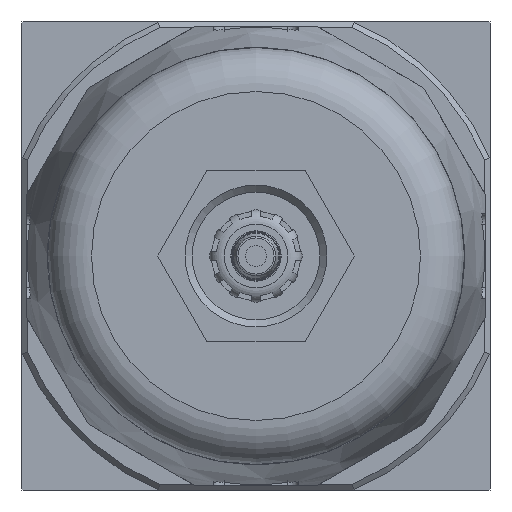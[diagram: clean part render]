
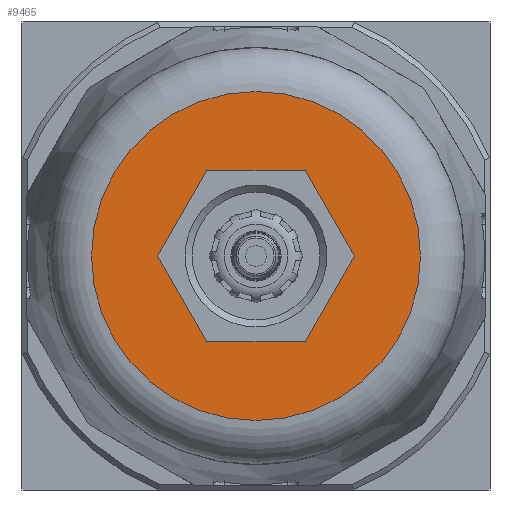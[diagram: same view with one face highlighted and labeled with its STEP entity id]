
A CAD part, front view. The second image highlights one B-rep face of the part: STEP entity #9465.
In plain terms, the highlighted planar face has unit normal (0, -1, 0).
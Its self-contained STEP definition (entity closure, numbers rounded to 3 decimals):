
#779=CIRCLE('',#10165,23.2);
#2071=ORIENTED_EDGE('',*,*,#3603,.T.);
#2072=ORIENTED_EDGE('',*,*,#3604,.T.);
#2073=ORIENTED_EDGE('',*,*,#3605,.T.);
#2074=ORIENTED_EDGE('',*,*,#3606,.T.);
#2075=ORIENTED_EDGE('',*,*,#3607,.T.);
#2076=ORIENTED_EDGE('',*,*,#3608,.T.);
#2077=ORIENTED_EDGE('',*,*,#3609,.T.);
#3603=EDGE_CURVE('',#4475,#4475,#779,.T.);
#3604=EDGE_CURVE('',#4476,#4477,#4969,.T.);
#3605=EDGE_CURVE('',#4477,#4478,#4970,.T.);
#3606=EDGE_CURVE('',#4478,#4479,#4971,.T.);
#3607=EDGE_CURVE('',#4479,#4480,#4972,.T.);
#3608=EDGE_CURVE('',#4480,#4481,#4973,.T.);
#3609=EDGE_CURVE('',#4481,#4476,#4974,.T.);
#4475=VERTEX_POINT('',#14429);
#4476=VERTEX_POINT('',#14431);
#4477=VERTEX_POINT('',#14432);
#4478=VERTEX_POINT('',#14434);
#4479=VERTEX_POINT('',#14436);
#4480=VERTEX_POINT('',#14438);
#4481=VERTEX_POINT('',#14440);
#4969=LINE('',#14430,#5357);
#4970=LINE('',#14433,#5358);
#4971=LINE('',#14435,#5359);
#4972=LINE('',#14437,#5360);
#4973=LINE('',#14439,#5361);
#4974=LINE('',#14441,#5362);
#5357=VECTOR('',#11662,1000.);
#5358=VECTOR('',#11663,1000.);
#5359=VECTOR('',#11664,1000.);
#5360=VECTOR('',#11665,1000.);
#5361=VECTOR('',#11666,1000.);
#5362=VECTOR('',#11667,1000.);
#5858=EDGE_LOOP('',(#2071));
#5859=EDGE_LOOP('',(#2072,#2073,#2074,#2075,#2076,#2077));
#6414=FACE_BOUND('',#5858,.T.);
#6415=FACE_BOUND('',#5859,.T.);
#6789=PLANE('',#10164);
#9465=ADVANCED_FACE('',(#6414,#6415),#6789,.F.);
#10164=AXIS2_PLACEMENT_3D('',#14427,#11658,#11659);
#10165=AXIS2_PLACEMENT_3D('',#14428,#11660,#11661);
#11658=DIRECTION('',(0.,1.,0.));
#11659=DIRECTION('',(0.,0.,1.));
#11660=DIRECTION('',(0.,-1.,0.));
#11661=DIRECTION('',(0.,0.,-1.));
#11662=DIRECTION('',(0.,0.,1.));
#11663=DIRECTION('',(0.866,0.,0.5));
#11664=DIRECTION('',(0.866,0.,-0.5));
#11665=DIRECTION('',(0.,0.,-1.));
#11666=DIRECTION('',(-0.866,0.,-0.5));
#11667=DIRECTION('',(-0.866,0.,0.5));
#14427=CARTESIAN_POINT('',(23.2,-164.,0.));
#14428=CARTESIAN_POINT('',(0.,-164.,0.));
#14429=CARTESIAN_POINT('',(0.,-164.,-23.2));
#14430=CARTESIAN_POINT('',(-12.,-164.,-6.928));
#14431=CARTESIAN_POINT('',(-12.,-164.,-6.928));
#14432=CARTESIAN_POINT('',(-12.,-164.,6.928));
#14433=CARTESIAN_POINT('',(-12.,-164.,6.928));
#14434=CARTESIAN_POINT('',(0.,-164.,13.856));
#14435=CARTESIAN_POINT('',(0.,-164.,13.856));
#14436=CARTESIAN_POINT('',(12.,-164.,6.928));
#14437=CARTESIAN_POINT('',(12.,-164.,6.928));
#14438=CARTESIAN_POINT('',(12.,-164.,-6.928));
#14439=CARTESIAN_POINT('',(12.,-164.,-6.928));
#14440=CARTESIAN_POINT('',(0.,-164.,-13.856));
#14441=CARTESIAN_POINT('',(0.,-164.,-13.856));
